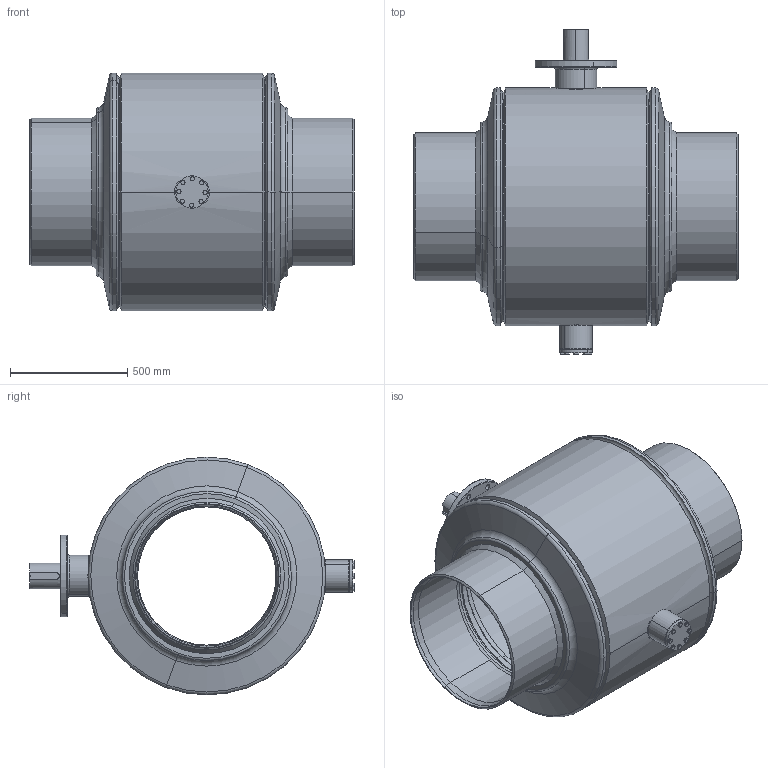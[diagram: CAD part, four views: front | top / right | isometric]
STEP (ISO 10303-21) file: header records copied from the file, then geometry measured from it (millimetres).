
FILE_DESCRIPTION (( 'STEP AP214' ), '1' );
FILE_NAME ('通径DN600焊接球阀-蜗轮盘.STEP', '2026-02-04T03:02:17', ( '' ), ( '' ), 'SwSTEP 2.0', 'SolidWorks 2022', '' );
FILE_SCHEMA (( 'AUTOMOTIVE_DESIGN' ));
Length unit declared in the file: millimetre
Products named in the file (8): 700Q367F16C-01; DN700-揤裔; DN700-苤粣杶; 通径DN600焊接球阀-蜗轮盘; 600籵噤晚概极; hex head bolts-full thread grade c gb8_GB_FASTENER_BOLT_HHBFTC M12X25-N; 700-概裝; Q61F-700-7粣杶珨
Assembly tree (15 placements, depth 2):
  通径DN600焊接球阀-蜗轮盘
    700Q367F16C-01
    DN700-苤粣杶
    hex head bolts-full thread grade c gb8_GB_FASTENER_BOLT_HHBFTC M12X25-N  x8
    DN700-揤裔
    600籵噤晚概极  x2
    700-概裝
    Q61F-700-7粣杶珨
Bounding box: 1380 x 1383 x 1012 mm (x, y, z)
Volume: 129556552.1 mm3; surface area: 9611637.1 mm2
Topology: 15 solids, 15 shells, 654 faces, 1414 edges, 881 vertices
Faces by surface type: cylinder 288, plane 199, cone 149, torus 18
Entity records: 11541 total; most frequent: CARTESIAN_POINT 2424, DIRECTION 1933, ORIENTED_EDGE 1580, AXIS2_PLACEMENT_3D 812, EDGE_CURVE 790, VERTEX_POINT 503, EDGE_LOOP 457, CIRCLE 437
